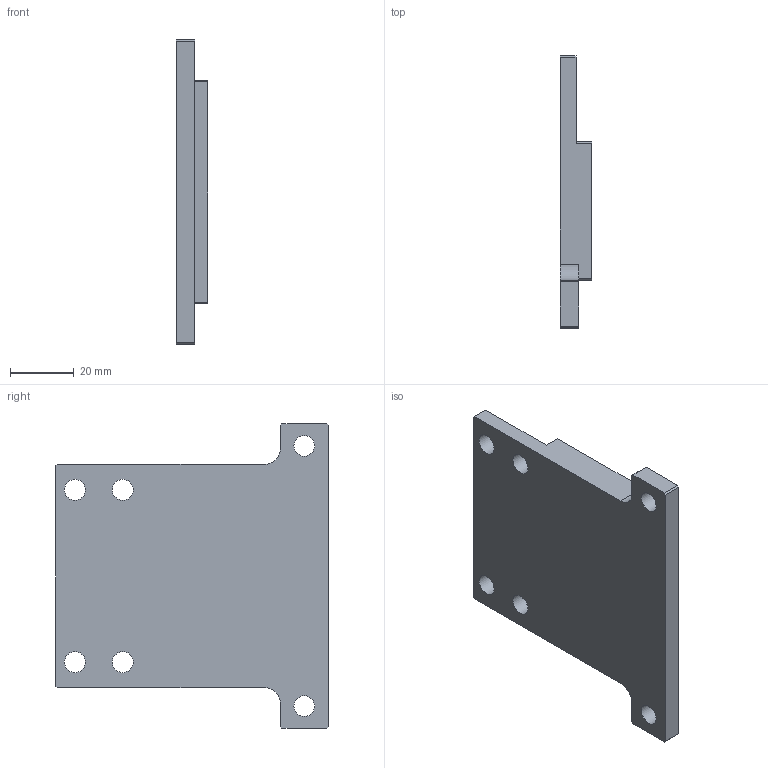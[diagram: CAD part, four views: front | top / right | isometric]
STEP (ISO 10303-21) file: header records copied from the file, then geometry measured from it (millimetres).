
FILE_DESCRIPTION(/* description */ (''),/* implementation_level */ '2;1');
FILE_NAME(/* name */ 'BK15 Spacerplate.step',/* time_stamp */ '2022-04-06T07:41:23+02:00',/* author */ (''),/* organization */ (''),/* preprocessor_version */ 'ST-DEVELOPER v18.1',/* originating_system */ 'Autodesk Translation Framework v10.14.0.1471',/* authorisation */ '');
FILE_SCHEMA (('AUTOMOTIVE_DESIGN { 1 0 10303 214 3 1 1 }'));
Length unit declared in the file: millimetre
Products named in the file (1): BK15 Spacerplate
Bounding box: 10 x 85.4 x 95.6 mm (x, y, z)
Volume: 47271.6 mm3; surface area: 15969.8 mm2
Topology: 1 solids, 1 shells, 32 faces, 90 edges, 60 vertices
Faces by surface type: plane 24, cylinder 8
Full cylindrical faces by diameter (mm): 6.5 x2, 6.6 x4
Entity records: 1087 total; most frequent: CARTESIAN_POINT 183, ORIENTED_EDGE 180, DIRECTION 172, EDGE_CURVE 90, LINE 74, VECTOR 74, VERTEX_POINT 60, AXIS2_PLACEMENT_3D 49
